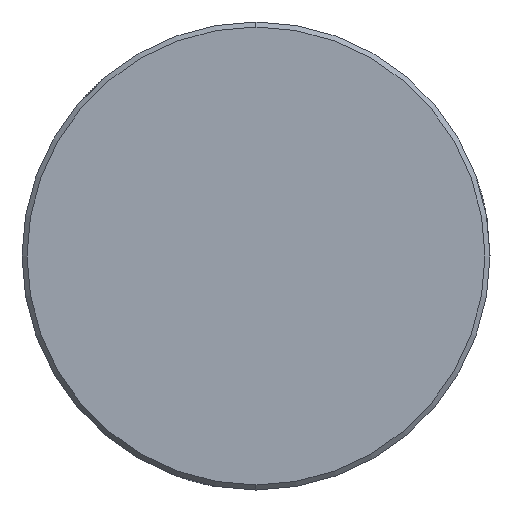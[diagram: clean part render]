
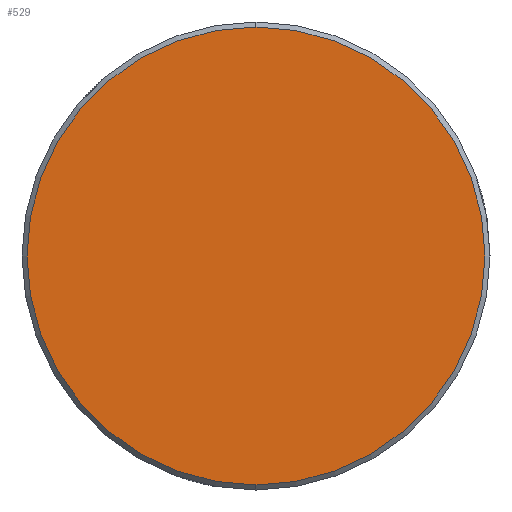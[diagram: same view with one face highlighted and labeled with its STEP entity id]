
A CAD part, left-side view. The second image highlights one B-rep face of the part: STEP entity #529.
In plain terms, the highlighted planar face has unit normal (-1, 0, 0).
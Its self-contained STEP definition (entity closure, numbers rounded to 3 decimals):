
#52 = DIRECTION ( 'NONE',  ( 0., 0., -1. ) ) ;
#82 = CARTESIAN_POINT ( 'NONE',  ( -101.6, 0., 13.7 ) ) ;
#122 = EDGE_CURVE ( 'NONE', #575, #767, #198, .T. ) ;
#130 = DIRECTION ( 'NONE',  ( 0., 0., -1. ) ) ;
#190 = CARTESIAN_POINT ( 'NONE',  ( -101.6, 0., 0. ) ) ;
#198 = CIRCLE ( 'NONE', #948, 13.7 ) ;
#235 = ORIENTED_EDGE ( 'NONE', *, *, #122, .T. ) ;
#305 = DIRECTION ( 'NONE',  ( 0., 0., 1. ) ) ;
#349 = ORIENTED_EDGE ( 'NONE', *, *, #581, .T. ) ;
#408 = CIRCLE ( 'NONE', #1022, 13.7 ) ;
#473 = CARTESIAN_POINT ( 'NONE',  ( -101.6, 0., -13.7 ) ) ;
#529 = ADVANCED_FACE ( 'NONE', ( #1082 ), #741, .T. ) ;
#558 = CARTESIAN_POINT ( 'NONE',  ( -101.6, -13.864, -13.864 ) ) ;
#560 = AXIS2_PLACEMENT_3D ( 'NONE', #558, #900, #305 ) ;
#575 = VERTEX_POINT ( 'NONE', #473 ) ;
#581 = EDGE_CURVE ( 'NONE', #767, #575, #408, .T. ) ;
#733 = CARTESIAN_POINT ( 'NONE',  ( -101.6, 0., 0. ) ) ;
#741 = PLANE ( 'NONE',  #560 ) ;
#767 = VERTEX_POINT ( 'NONE', #82 ) ;
#853 = EDGE_LOOP ( 'NONE', ( #235, #349 ) ) ;
#900 = DIRECTION ( 'NONE',  ( -1., 0., 0. ) ) ;
#948 = AXIS2_PLACEMENT_3D ( 'NONE', #190, #983, #130 ) ;
#983 = DIRECTION ( 'NONE',  ( -1., 0., 0. ) ) ;
#1022 = AXIS2_PLACEMENT_3D ( 'NONE', #733, #1090, #52 ) ;
#1082 = FACE_OUTER_BOUND ( 'NONE', #853, .T. ) ;
#1090 = DIRECTION ( 'NONE',  ( -1., 0., 0. ) ) ;
